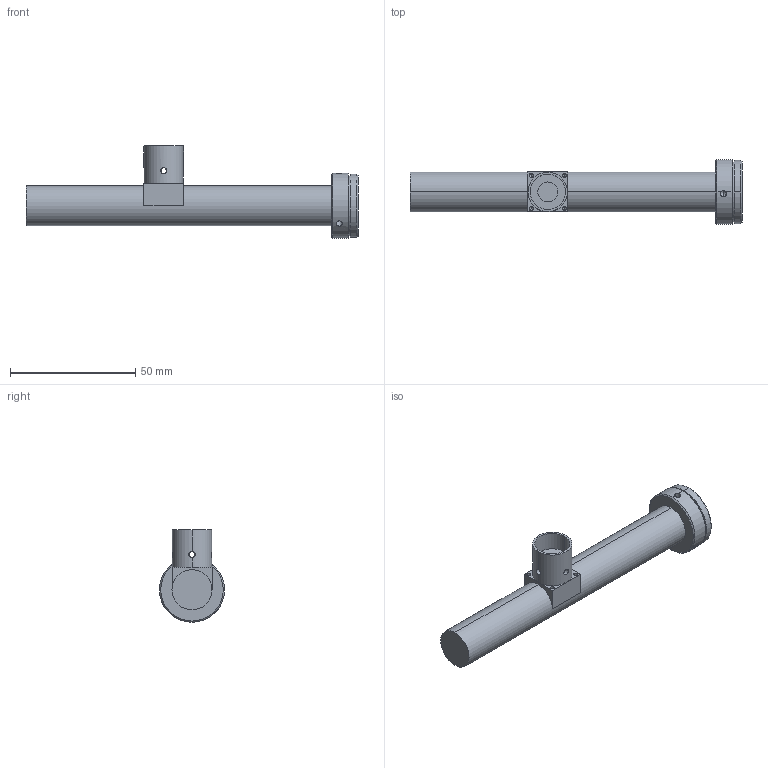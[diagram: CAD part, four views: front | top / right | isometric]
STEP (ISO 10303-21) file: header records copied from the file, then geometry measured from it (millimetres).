
FILE_DESCRIPTION (( 'STEP AP203' ), '1' );
FILE_NAME ('WWL30-150CT.STEP', '2019-12-03T06:39:52', ( 'Windows 蚚誧' ), ( '' ), 'SwSTEP 2.0', 'SolidWorks 2017', '' );
FILE_SCHEMA (( 'CONFIG_CONTROL_DESIGN' ));
Length unit declared in the file: millimetre
Products named in the file (1): WWL30-150CT
Bounding box: 132.8 x 26 x 37 mm (x, y, z)
Volume: 31733.8 mm3; surface area: 9954.6 mm2
Topology: 1 solids, 1 shells, 76 faces, 177 edges, 97 vertices
Faces by surface type: cylinder 36, cone 27, plane 13
Entity records: 2458 total; most frequent: CARTESIAN_POINT 718, DIRECTION 359, ORIENTED_EDGE 326, EDGE_CURVE 163, AXIS2_PLACEMENT_3D 144, VERTEX_POINT 97, EDGE_LOOP 92, FACE_OUTER_BOUND 76
